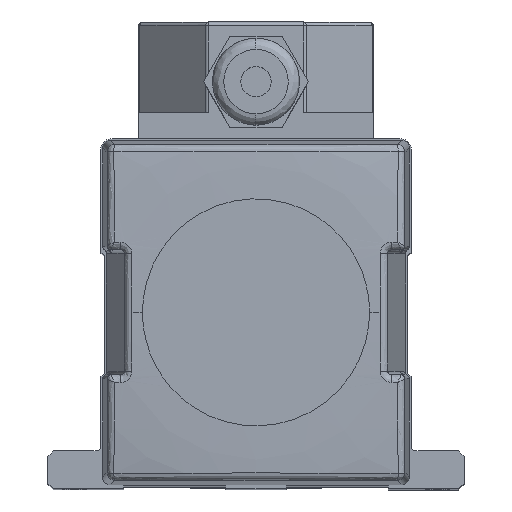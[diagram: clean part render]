
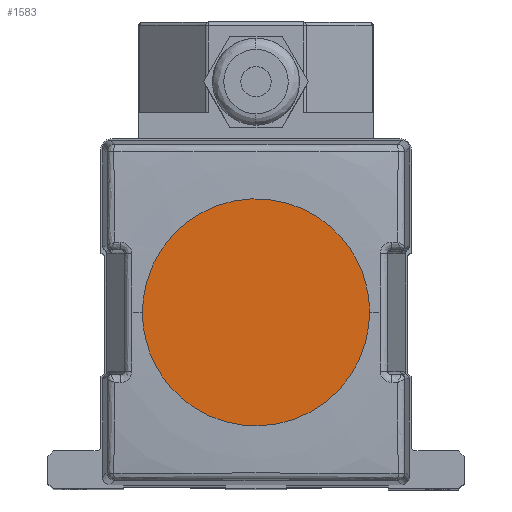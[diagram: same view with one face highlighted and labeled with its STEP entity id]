
A CAD part, top view. The second image highlights one B-rep face of the part: STEP entity #1583.
In plain terms, the highlighted planar face has unit normal (0, 0, 1).
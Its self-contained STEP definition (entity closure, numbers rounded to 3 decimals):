
#584 = CARTESIAN_POINT ( 'NONE',  ( 30., 0., 36.5 ) ) ;
#817 = PLANE ( 'NONE',  #21633 ) ;
#1583 = ADVANCED_FACE ( 'NONE', ( #18333 ), #817, .F. ) ;
#1915 = CARTESIAN_POINT ( 'NONE',  ( 30., 60., 36.5 ) ) ;
#2287 = CARTESIAN_POINT ( 'NONE',  ( -30., 0., 36.5 ) ) ;
#6585 = CARTESIAN_POINT ( 'NONE',  ( 0., 0., 36.5 ) ) ;
#7058 = CARTESIAN_POINT ( 'NONE',  ( 30., -60., 36.5 ) ) ;
#7063 = EDGE_CURVE ( 'NONE', #18157, #9750, #22159, .T. ) ;
#8754 = CARTESIAN_POINT ( 'NONE',  ( -30., 0., 36.5 ) ) ;
#9750 = VERTEX_POINT ( 'NONE', #584 ) ;
#10137 = DIRECTION ( 'NONE',  ( -1., 0., 0. ) ) ;
#10535 = CARTESIAN_POINT ( 'NONE',  ( 30., 0., 36.5 ) ) ;
#11927 = EDGE_LOOP ( 'NONE', ( #22211, #15236 ) ) ;
#13218 = CARTESIAN_POINT ( 'NONE',  ( -30., 0., 36.5 ) ) ;
#15236 = ORIENTED_EDGE ( 'NONE', *, *, #7063, .F. ) ;
#15827 = DIRECTION ( 'NONE',  ( 0., 0., -1. ) ) ;
#18067 = EDGE_CURVE ( 'NONE', #9750, #18157, #22128, .T. ) ;
#18157 = VERTEX_POINT ( 'NONE', #2287 ) ;
#18333 = FACE_OUTER_BOUND ( 'NONE', #11927, .T. ) ;
#20047 = CARTESIAN_POINT ( 'NONE',  ( -30., -60., 36.5 ) ) ;
#20308 = CARTESIAN_POINT ( 'NONE',  ( -30., 60., 36.5 ) ) ;
#21633 = AXIS2_PLACEMENT_3D ( 'NONE', #6585, #15827, #10137 ) ;
#22128 =( BOUNDED_CURVE ( )  B_SPLINE_CURVE ( 3, ( #10535, #7058, #20047, #8754 ),
 .UNSPECIFIED., .F., .F. ) 
 B_SPLINE_CURVE_WITH_KNOTS ( ( 4, 4 ),
 ( 0., 1. ),
 .UNSPECIFIED. ) 
 CURVE ( )  GEOMETRIC_REPRESENTATION_ITEM ( )  RATIONAL_B_SPLINE_CURVE ( ( 1., 0.333, 0.333, 1. ) ) 
 REPRESENTATION_ITEM ( '' )  );
#22159 =( BOUNDED_CURVE ( )  B_SPLINE_CURVE ( 3, ( #13218, #20308, #1915, #22354 ),
 .UNSPECIFIED., .F., .F. ) 
 B_SPLINE_CURVE_WITH_KNOTS ( ( 4, 4 ),
 ( 0., 1. ),
 .UNSPECIFIED. ) 
 CURVE ( )  GEOMETRIC_REPRESENTATION_ITEM ( )  RATIONAL_B_SPLINE_CURVE ( ( 1., 0.333, 0.333, 1. ) ) 
 REPRESENTATION_ITEM ( '' )  );
#22211 = ORIENTED_EDGE ( 'NONE', *, *, #18067, .F. ) ;
#22354 = CARTESIAN_POINT ( 'NONE',  ( 30., 0., 36.5 ) ) ;
